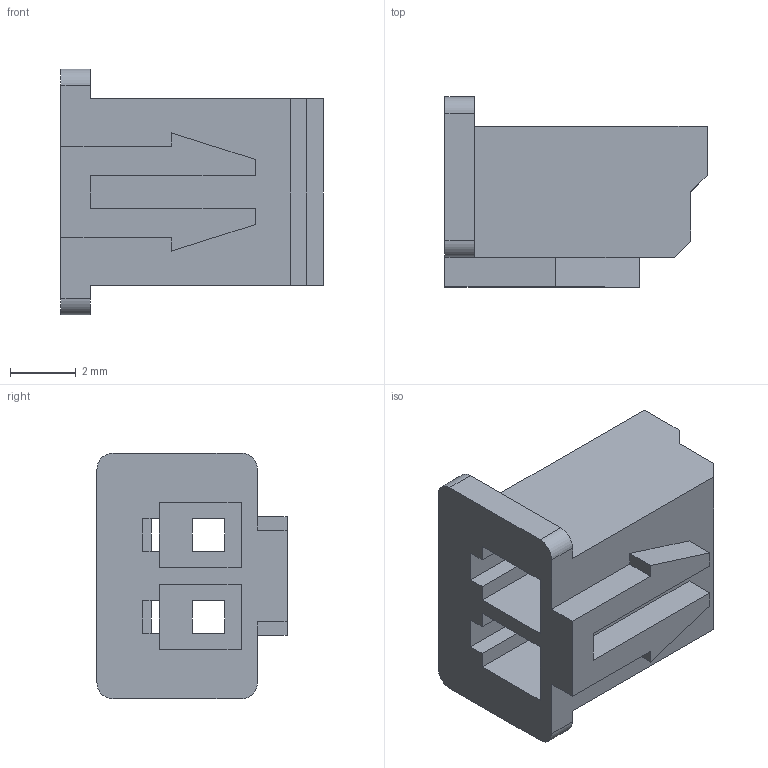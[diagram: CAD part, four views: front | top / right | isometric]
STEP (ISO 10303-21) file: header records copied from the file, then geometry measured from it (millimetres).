
FILE_DESCRIPTION (( 'STEP AP214' ), '1' );
FILE_NAME ('FHG25001-S02M2W1B-REF.STEP', '2025-04-23T06:59:01', ( '' ), ( '' ), 'SwSTEP 2.0', 'SolidWorks 2021', '' );
FILE_SCHEMA (( 'AUTOMOTIVE_DESIGN' ));
Length unit declared in the file: millimetre
Products named in the file (1): FHG25001-S02M2W1B-REF
Bounding box: 8 x 5.8 x 7.5 mm (x, y, z)
Volume: 116.1 mm3; surface area: 387.7 mm2
Topology: 1 solids, 1 shells, 67 faces, 195 edges, 126 vertices
Faces by surface type: plane 63, cylinder 4
Entity records: 2211 total; most frequent: ORIENTED_EDGE 390, CARTESIAN_POINT 389, DIRECTION 339, EDGE_CURVE 195, VECTOR 187, LINE 187, VERTEX_POINT 126, AXIS2_PLACEMENT_3D 76
